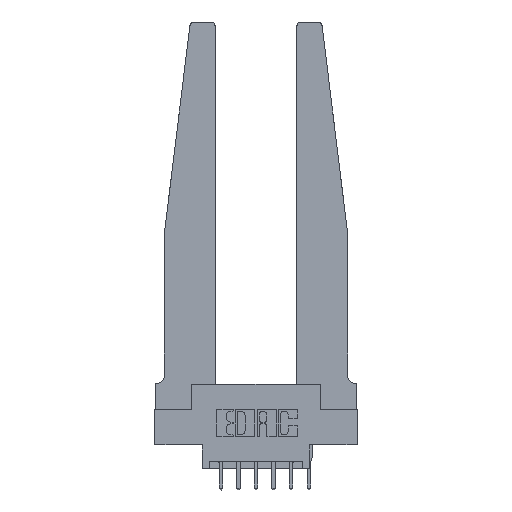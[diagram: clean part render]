
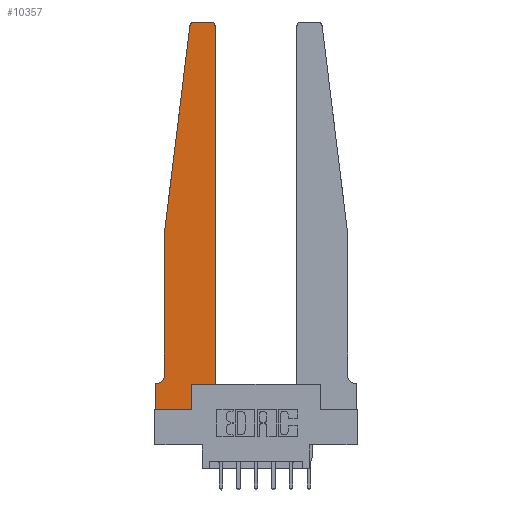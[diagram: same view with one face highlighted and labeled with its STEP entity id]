
A CAD part, top view. The second image highlights one B-rep face of the part: STEP entity #10357.
In plain terms, the highlighted planar face has unit normal (0, 0, 1).
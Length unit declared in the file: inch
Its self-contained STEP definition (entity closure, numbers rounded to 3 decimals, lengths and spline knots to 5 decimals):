
#85 = VECTOR ( 'NONE', #11947, 39.37008 ) ;
#153 = ORIENTED_EDGE ( 'NONE', *, *, #1425, .T. ) ;
#607 = CARTESIAN_POINT ( 'NONE',  ( 0.25, 2.75, 0.37 ) ) ;
#754 = CARTESIAN_POINT ( 'NONE',  ( 0., 0., 0.37 ) ) ;
#901 = ORIENTED_EDGE ( 'NONE', *, *, #3574, .T. ) ;
#1239 = VERTEX_POINT ( 'NONE', #11174 ) ;
#1394 = CARTESIAN_POINT ( 'NONE',  ( 0.395, 2.72, 0.37 ) ) ;
#1425 = EDGE_CURVE ( 'NONE', #5683, #13333, #3934, .T. ) ;
#1582 = DIRECTION ( 'NONE',  ( 0., 0., 1. ) ) ;
#1745 = CARTESIAN_POINT ( 'NONE',  ( 0.065, 0.1875, 0.37 ) ) ;
#1995 = VECTOR ( 'NONE', #6670, 39.37008 ) ;
#2237 = VECTOR ( 'NONE', #11356, 39.37008 ) ;
#2285 = AXIS2_PLACEMENT_3D ( 'NONE', #2887, #6050, #13519 ) ;
#2338 = ORIENTED_EDGE ( 'NONE', *, *, #5568, .T. ) ;
#2673 = EDGE_CURVE ( 'NONE', #6393, #7425, #12911, .T. ) ;
#2815 = CARTESIAN_POINT ( 'NONE',  ( 0.065, 1.25, 0.37 ) ) ;
#2887 = CARTESIAN_POINT ( 'NONE',  ( 0.015, 0.2375, 0.37 ) ) ;
#2934 = VERTEX_POINT ( 'NONE', #7541 ) ;
#3050 = ORIENTED_EDGE ( 'NONE', *, *, #13020, .T. ) ;
#3266 = VERTEX_POINT ( 'NONE', #3912 ) ;
#3295 = EDGE_CURVE ( 'NONE', #10907, #3266, #7169, .T. ) ;
#3550 = DIRECTION ( 'NONE',  ( 1., 0., 0. ) ) ;
#3574 = EDGE_CURVE ( 'NONE', #3576, #5683, #6011, .T. ) ;
#3576 = VERTEX_POINT ( 'NONE', #5605 ) ;
#3643 = DIRECTION ( 'NONE',  ( 1., 0., 0. ) ) ;
#3849 = LINE ( 'NONE', #13104, #5978 ) ;
#3912 = CARTESIAN_POINT ( 'NONE',  ( 0.065, 1.25, 0.37 ) ) ;
#3934 = LINE ( 'NONE', #754, #8124 ) ;
#4286 = DIRECTION ( 'NONE',  ( 0., 0., 1. ) ) ;
#4551 = AXIS2_PLACEMENT_3D ( 'NONE', #1394, #5577, #12919 ) ;
#5258 = DIRECTION ( 'NONE',  ( 0., 1., 0. ) ) ;
#5568 = EDGE_CURVE ( 'NONE', #2934, #6393, #3849, .T. ) ;
#5577 = DIRECTION ( 'NONE',  ( 0., 0., 1. ) ) ;
#5589 = CARTESIAN_POINT ( 'NONE',  ( 0.065, 1.25, 0.37 ) ) ;
#5605 = CARTESIAN_POINT ( 'NONE',  ( 0.015, 0.1875, 0.37 ) ) ;
#5626 = LINE ( 'NONE', #607, #8944 ) ;
#5683 = VERTEX_POINT ( 'NONE', #6191 ) ;
#5868 = CIRCLE ( 'NONE', #8317, 0.03 ) ;
#5978 = VECTOR ( 'NONE', #3643, 39.37008 ) ;
#6011 = LINE ( 'NONE', #1745, #1995 ) ;
#6042 = EDGE_LOOP ( 'NONE', ( #11313, #13252, #11279, #12284, #8374, #901, #153, #7097, #12366, #2338, #7426, #3050 ) ) ;
#6050 = DIRECTION ( 'NONE',  ( 0., 0., -1. ) ) ;
#6179 = VECTOR ( 'NONE', #5258, 39.37008 ) ;
#6191 = CARTESIAN_POINT ( 'NONE',  ( 0., 0.1875, 0.37 ) ) ;
#6266 = CARTESIAN_POINT ( 'NONE',  ( 0.2605, 0.18, 0.37 ) ) ;
#6272 = VECTOR ( 'NONE', #3550, 39.37008 ) ;
#6316 = CIRCLE ( 'NONE', #4551, 0.03 ) ;
#6393 = VERTEX_POINT ( 'NONE', #11191 ) ;
#6423 = CARTESIAN_POINT ( 'NONE',  ( 0., 0.1875, 0.37 ) ) ;
#6449 = VERTEX_POINT ( 'NONE', #8239 ) ;
#6670 = DIRECTION ( 'NONE',  ( -1., 0., 0. ) ) ;
#7097 = ORIENTED_EDGE ( 'NONE', *, *, #11010, .T. ) ;
#7169 = LINE ( 'NONE', #2815, #2237 ) ;
#7425 = VERTEX_POINT ( 'NONE', #10925 ) ;
#7426 = ORIENTED_EDGE ( 'NONE', *, *, #2673, .T. ) ;
#7487 = DIRECTION ( 'NONE',  ( 1., 0., 0. ) ) ;
#7501 = EDGE_CURVE ( 'NONE', #3266, #12973, #12863, .T. ) ;
#7541 = CARTESIAN_POINT ( 'NONE',  ( 0.2605, 0.18, 0.37 ) ) ;
#7608 = FACE_OUTER_BOUND ( 'NONE', #6042, .T. ) ;
#7684 = CARTESIAN_POINT ( 'NONE',  ( 0.425, 0.18, 0.37 ) ) ;
#8124 = VECTOR ( 'NONE', #9189, 39.37008 ) ;
#8239 = CARTESIAN_POINT ( 'NONE',  ( 0.395, 2.75, 0.37 ) ) ;
#8240 = CIRCLE ( 'NONE', #2285, 0.05 ) ;
#8317 = AXIS2_PLACEMENT_3D ( 'NONE', #11031, #1582, #13508 ) ;
#8374 = ORIENTED_EDGE ( 'NONE', *, *, #8450, .T. ) ;
#8450 = EDGE_CURVE ( 'NONE', #12973, #3576, #8240, .T. ) ;
#8610 = CARTESIAN_POINT ( 'NONE',  ( 0.27653, 2.75, 0.37 ) ) ;
#8623 = CARTESIAN_POINT ( 'NONE',  ( 0.24675, 2.72367, 0.37 ) ) ;
#8660 = CARTESIAN_POINT ( 'NONE',  ( 0.065, 0.2375, 0.37 ) ) ;
#8685 = CARTESIAN_POINT ( 'NONE',  ( 0., 0., 0.37 ) ) ;
#8749 = LINE ( 'NONE', #8685, #6272 ) ;
#8837 = CARTESIAN_POINT ( 'NONE',  ( 0., 0., 0.37 ) ) ;
#8944 = VECTOR ( 'NONE', #8960, 39.37008 ) ;
#8960 = DIRECTION ( 'NONE',  ( -1., 0., 0. ) ) ;
#9189 = DIRECTION ( 'NONE',  ( 0., -1., 0. ) ) ;
#9387 = VECTOR ( 'NONE', #13448, 39.37008 ) ;
#10357 = ADVANCED_FACE ( 'NONE', ( #7608 ), #11657, .T. ) ;
#10531 = EDGE_CURVE ( 'NONE', #6449, #12459, #5626, .T. ) ;
#10712 = AXIS2_PLACEMENT_3D ( 'NONE', #6423, #4286, #7487 ) ;
#10907 = VERTEX_POINT ( 'NONE', #8623 ) ;
#10925 = CARTESIAN_POINT ( 'NONE',  ( 0.425, 2.72, 0.37 ) ) ;
#11010 = EDGE_CURVE ( 'NONE', #13333, #1239, #8749, .T. ) ;
#11031 = CARTESIAN_POINT ( 'NONE',  ( 0.27653, 2.72, 0.37 ) ) ;
#11174 = CARTESIAN_POINT ( 'NONE',  ( 0.2605, 0., 0.37 ) ) ;
#11191 = CARTESIAN_POINT ( 'NONE',  ( 0.425, 0.18, 0.37 ) ) ;
#11279 = ORIENTED_EDGE ( 'NONE', *, *, #3295, .T. ) ;
#11313 = ORIENTED_EDGE ( 'NONE', *, *, #10531, .T. ) ;
#11356 = DIRECTION ( 'NONE',  ( -0.122, -0.992, 0. ) ) ;
#11657 = PLANE ( 'NONE',  #10712 ) ;
#11947 = DIRECTION ( 'NONE',  ( 0., -1., 0. ) ) ;
#12018 = EDGE_CURVE ( 'NONE', #1239, #2934, #13384, .T. ) ;
#12284 = ORIENTED_EDGE ( 'NONE', *, *, #7501, .T. ) ;
#12366 = ORIENTED_EDGE ( 'NONE', *, *, #12018, .T. ) ;
#12459 = VERTEX_POINT ( 'NONE', #8610 ) ;
#12863 = LINE ( 'NONE', #5589, #85 ) ;
#12911 = LINE ( 'NONE', #7684, #6179 ) ;
#12919 = DIRECTION ( 'NONE',  ( 1., 0., 0. ) ) ;
#12973 = VERTEX_POINT ( 'NONE', #8660 ) ;
#13020 = EDGE_CURVE ( 'NONE', #7425, #6449, #6316, .T. ) ;
#13104 = CARTESIAN_POINT ( 'NONE',  ( 0.425, 0.18, 0.37 ) ) ;
#13252 = ORIENTED_EDGE ( 'NONE', *, *, #13567, .T. ) ;
#13333 = VERTEX_POINT ( 'NONE', #8837 ) ;
#13384 = LINE ( 'NONE', #6266, #9387 ) ;
#13448 = DIRECTION ( 'NONE',  ( 0., 1., 0. ) ) ;
#13508 = DIRECTION ( 'NONE',  ( 1., 0., 0. ) ) ;
#13519 = DIRECTION ( 'NONE',  ( -1., 0., 0. ) ) ;
#13567 = EDGE_CURVE ( 'NONE', #12459, #10907, #5868, .T. ) ;
